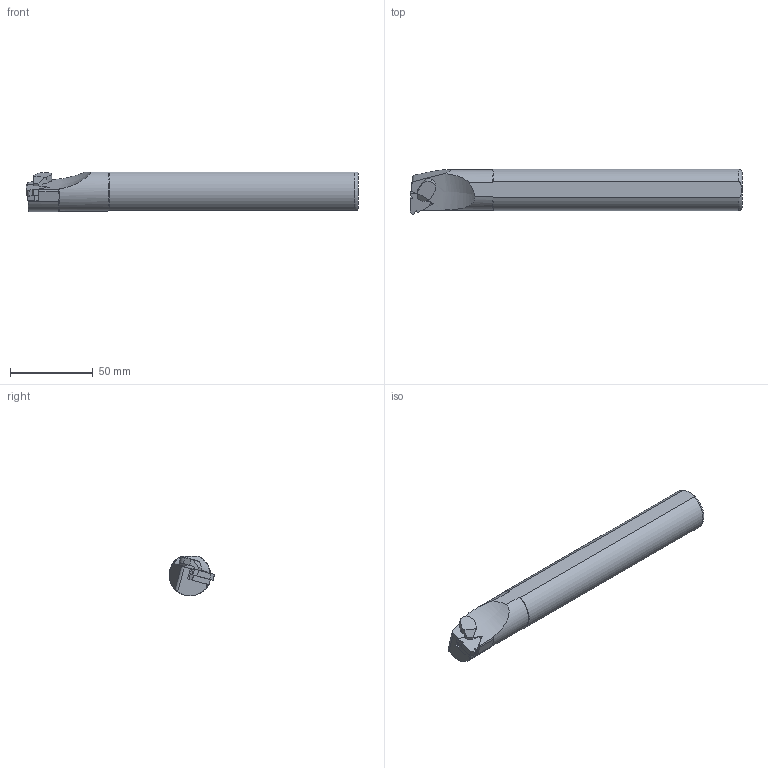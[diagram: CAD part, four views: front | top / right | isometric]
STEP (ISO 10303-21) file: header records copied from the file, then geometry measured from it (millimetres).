
FILE_DESCRIPTION(/* description */ (''),/* implementation_level */ '2;1');
FILE_NAME(/* name */ 'SIR-S25R-16C.stp',/* time_stamp */ '2023-10-20T09:05:33+03:00',/* author */ (''),/* organization */ (''),/* preprocessor_version */ 'ST-DEVELOPER v19.4',/* originating_system */ 'SIEMENS PLM Software NX2306.3001',/* authorisation */ '');
FILE_SCHEMA (('AUTOMOTIVE_DESIGN { 1 0 10303 214 3 1 1 1 }'));
Length unit declared in the file: millimetre
Products named in the file (1): model2
Bounding box: 200 x 27.59 x 23.99 mm (x, y, z)
Volume: 90382.7 mm3; surface area: 16709.2 mm2
Topology: 2 solids, 2 shells, 62 faces, 165 edges, 108 vertices
Faces by surface type: plane 43, cylinder 14, cone 3, bspline 1, torus 1
Entity records: 2671 total; most frequent: CARTESIAN_POINT 702, ORIENTED_EDGE 326, DIRECTION 287, EDGE_CURVE 163, LINE 107, VECTOR 107, VERTEX_POINT 107, AXIS2_PLACEMENT_3D 90
